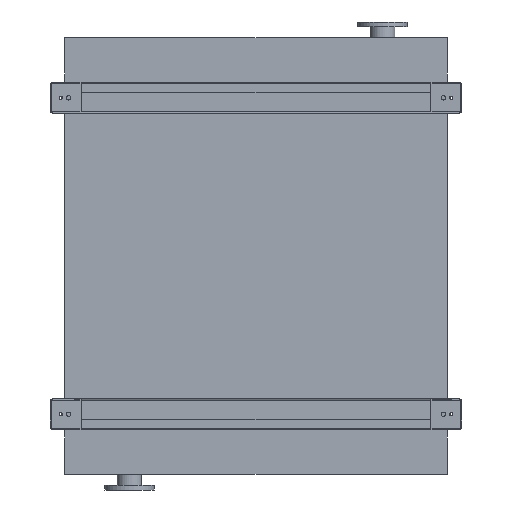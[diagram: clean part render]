
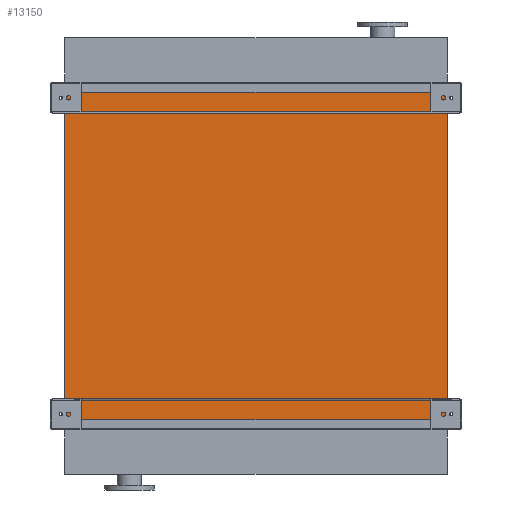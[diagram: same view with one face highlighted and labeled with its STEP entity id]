
A CAD part, front view. The second image highlights one B-rep face of the part: STEP entity #13150.
In plain terms, the highlighted planar face has unit normal (0, -1, 0).
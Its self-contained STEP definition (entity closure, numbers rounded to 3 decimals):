
#331 = DIRECTION ( 'NONE',  ( 0., 0., -1. ) ) ;
#1531 = DIRECTION ( 'NONE',  ( 1., 0., 0. ) ) ;
#1606 = CARTESIAN_POINT ( 'NONE',  ( -845., 0., -1450. ) ) ;
#1889 = LINE ( 'NONE', #1606, #10741 ) ;
#1954 = DIRECTION ( 'NONE',  ( 0., 0., 1. ) ) ;
#2200 = VERTEX_POINT ( 'NONE', #19153 ) ;
#2262 = LINE ( 'NONE', #8997, #6415 ) ;
#2959 = VERTEX_POINT ( 'NONE', #21494 ) ;
#3904 = EDGE_LOOP ( 'NONE', ( #5274, #12116, #14180, #12002 ) ) ;
#3956 = DIRECTION ( 'NONE',  ( 1., 0., 0. ) ) ;
#4353 = CARTESIAN_POINT ( 'NONE',  ( -845., 0., 0. ) ) ;
#5073 = EDGE_CURVE ( 'NONE', #2200, #2959, #1889, .T. ) ;
#5233 = VECTOR ( 'NONE', #3956, 1000. ) ;
#5274 = ORIENTED_EDGE ( 'NONE', *, *, #13177, .F. ) ;
#5411 = VERTEX_POINT ( 'NONE', #4353 ) ;
#5781 = FACE_OUTER_BOUND ( 'NONE', #3904, .T. ) ;
#6415 = VECTOR ( 'NONE', #1954, 1000. ) ;
#6605 = CARTESIAN_POINT ( 'NONE',  ( 845., 0., 0. ) ) ;
#8997 = CARTESIAN_POINT ( 'NONE',  ( -845., 0., -1450. ) ) ;
#9321 = EDGE_CURVE ( 'NONE', #2959, #11494, #14523, .T. ) ;
#9814 = VECTOR ( 'NONE', #14287, 1000. ) ;
#10741 = VECTOR ( 'NONE', #1531, 1000. ) ;
#10926 = DIRECTION ( 'NONE',  ( 0., -1., 0. ) ) ;
#11494 = VERTEX_POINT ( 'NONE', #6605 ) ;
#11703 = EDGE_CURVE ( 'NONE', #2200, #5411, #2262, .T. ) ;
#12002 = ORIENTED_EDGE ( 'NONE', *, *, #9321, .T. ) ;
#12116 = ORIENTED_EDGE ( 'NONE', *, *, #11703, .F. ) ;
#12732 = AXIS2_PLACEMENT_3D ( 'NONE', #21537, #10926, #331 ) ;
#13150 = ADVANCED_FACE ( 'NONE', ( #5781 ), #17979, .T. ) ;
#13177 = EDGE_CURVE ( 'NONE', #5411, #11494, #18818, .T. ) ;
#14180 = ORIENTED_EDGE ( 'NONE', *, *, #5073, .T. ) ;
#14287 = DIRECTION ( 'NONE',  ( 0., 0., 1. ) ) ;
#14523 = LINE ( 'NONE', #21333, #9814 ) ;
#14561 = CARTESIAN_POINT ( 'NONE',  ( -845., 0., 0. ) ) ;
#17979 = PLANE ( 'NONE',  #12732 ) ;
#18818 = LINE ( 'NONE', #14561, #5233 ) ;
#19153 = CARTESIAN_POINT ( 'NONE',  ( -845., 0., -1450. ) ) ;
#21333 = CARTESIAN_POINT ( 'NONE',  ( 845., 0., -1450. ) ) ;
#21494 = CARTESIAN_POINT ( 'NONE',  ( 845., 0., -1450. ) ) ;
#21537 = CARTESIAN_POINT ( 'NONE',  ( -845., 0., -1450. ) ) ;
